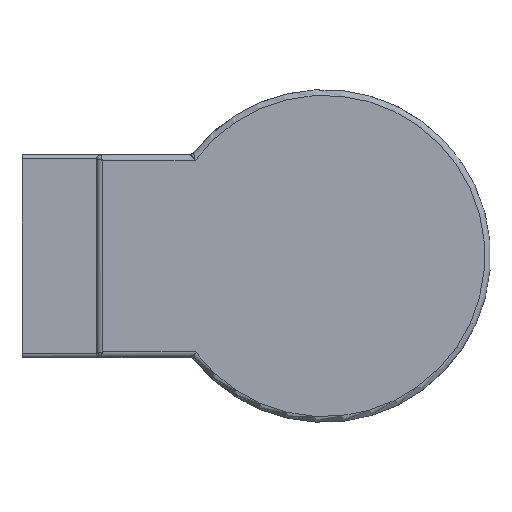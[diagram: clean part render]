
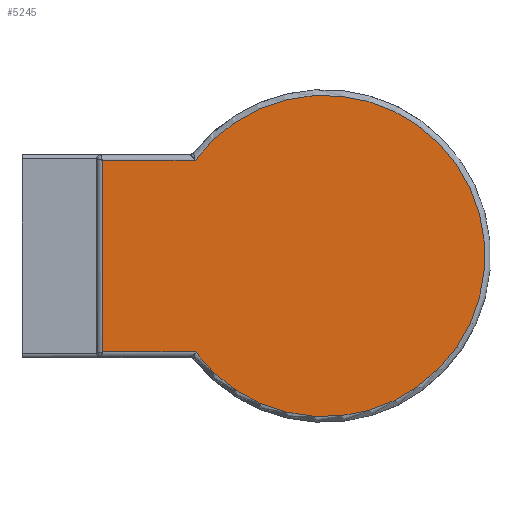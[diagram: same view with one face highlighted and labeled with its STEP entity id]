
A CAD part, top view. The second image highlights one B-rep face of the part: STEP entity #5245.
In plain terms, the highlighted planar face has unit normal (0, 0, 1).
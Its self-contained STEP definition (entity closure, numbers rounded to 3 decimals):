
#4857=CARTESIAN_POINT('',(188.631,78.,30.0));
#4858=VERTEX_POINT('',#4857);
#4898=CARTESIAN_POINT('',(303.052,78.,30.0));
#4899=VERTEX_POINT('',#4898);
#4900=CARTESIAN_POINT('',(188.631,78.,30.0));
#4901=DIRECTION('',(1.0,0.0,0.0));
#4902=VECTOR('',#4901,114.42);
#4903=LINE('',#4900,#4902);
#4904=EDGE_CURVE('',#4858,#4899,#4903,.T.);
#4947=CARTESIAN_POINT('',(188.631,-158.0,30.0));
#4948=VERTEX_POINT('',#4947);
#4964=CARTESIAN_POINT('',(29.635,-40.,30.0));
#4965=DIRECTION('',(0.0,0.0,-1.0));
#4966=DIRECTION('',(-1.0,0.0,0.0));
#4967=AXIS2_PLACEMENT_3D('',#4964,#4965,#4966);
#4968=CIRCLE('',#4967,198.0);
#4969=EDGE_CURVE('',#4948,#4858,#4968,.T.);
#5222=CARTESIAN_POINT('',(90.606,-40.,30.0));
#5223=DIRECTION('',(0.0,0.0,1.0));
#5224=DIRECTION('',(1.0,0.0,0.0));
#5225=AXIS2_PLACEMENT_3D('',#5222,#5223,#5224);
#5226=PLANE('',#5225);
#5227=ORIENTED_EDGE('',*,*,#4904,.F.);
#5228=ORIENTED_EDGE('',*,*,#4969,.F.);
#5229=CARTESIAN_POINT('',(303.052,-158.,30.0));
#5230=VERTEX_POINT('',#5229);
#5231=CARTESIAN_POINT('',(303.052,-158.,30.0));
#5232=DIRECTION('',(-1.0,0.0,0.0));
#5233=VECTOR('',#5232,114.42);
#5234=LINE('',#5231,#5233);
#5235=EDGE_CURVE('',#5230,#4948,#5234,.T.);
#5236=ORIENTED_EDGE('',*,*,#5235,.F.);
#5237=CARTESIAN_POINT('',(303.052,78.,30.0));
#5238=DIRECTION('',(0.0,-1.0,0.0));
#5239=VECTOR('',#5238,236.);
#5240=LINE('',#5237,#5239);
#5241=EDGE_CURVE('',#4899,#5230,#5240,.T.);
#5242=ORIENTED_EDGE('',*,*,#5241,.F.);
#5243=EDGE_LOOP('',(#5227,#5228,#5236,#5242));
#5244=FACE_OUTER_BOUND('',#5243,.T.);
#5245=ADVANCED_FACE('',(#5244),#5226,.T.);
